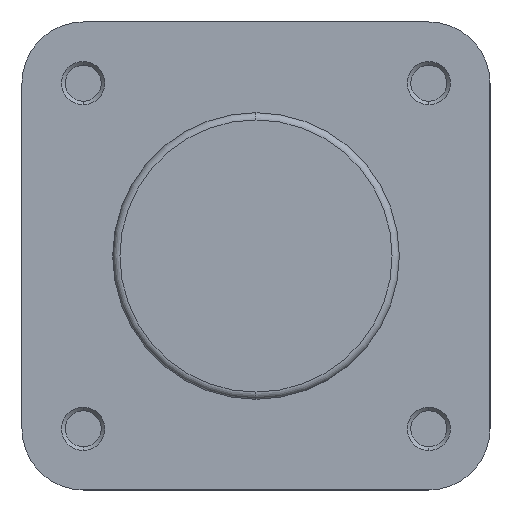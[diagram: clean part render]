
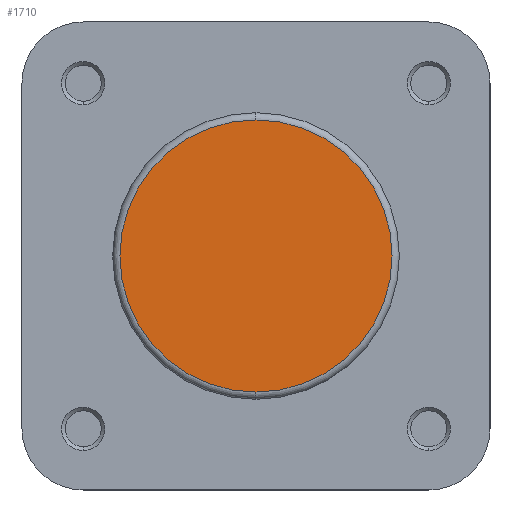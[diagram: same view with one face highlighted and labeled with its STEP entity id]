
A CAD part, left-side view. The second image highlights one B-rep face of the part: STEP entity #1710.
In plain terms, the highlighted planar face has unit normal (-1, 0, 0).
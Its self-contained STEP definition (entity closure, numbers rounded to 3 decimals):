
#188 = EDGE_CURVE ( 'NONE', #1955, #2006, #4366, .T. ) ;
#248 = EDGE_CURVE ( 'NONE', #2006, #1955, #4787, .T. ) ;
#427 = AXIS2_PLACEMENT_3D ( 'NONE', #2478, #2488, #2489 ) ;
#457 = AXIS2_PLACEMENT_3D ( 'NONE', #2633, #2640, #2641 ) ;
#559 = AXIS2_PLACEMENT_3D ( 'NONE', #3019, #3028, #3029 ) ;
#1300 = CARTESIAN_POINT ( 'NONE',  ( 21., 0., -18.9 ) ) ;
#1348 = CARTESIAN_POINT ( 'NONE',  ( 21., 0., 18.9 ) ) ;
#1710 = ADVANCED_FACE ( 'NONE', ( #2025 ), #3015, .F. ) ;
#1955 = VERTEX_POINT ( 'NONE', #1300 ) ;
#2006 = VERTEX_POINT ( 'NONE', #1348 ) ;
#2025 = FACE_OUTER_BOUND ( 'NONE', #4040, .T. ) ;
#2478 = CARTESIAN_POINT ( 'NONE',  ( 21., 0., 0. ) ) ;
#2488 = DIRECTION ( 'NONE',  ( -1., 0., 0. ) ) ;
#2489 = DIRECTION ( 'NONE',  ( 0., 0., -1. ) ) ;
#2633 = CARTESIAN_POINT ( 'NONE',  ( 21., 0., 0. ) ) ;
#2640 = DIRECTION ( 'NONE',  ( -1., 0., 0. ) ) ;
#2641 = DIRECTION ( 'NONE',  ( 0., 0., -1. ) ) ;
#3015 = PLANE ( 'NONE',  #559 ) ;
#3019 = CARTESIAN_POINT ( 'NONE',  ( 21., 19.9, 0. ) ) ;
#3028 = DIRECTION ( 'NONE',  ( 1., 0., 0. ) ) ;
#3029 = DIRECTION ( 'NONE',  ( 0., 0., -1. ) ) ;
#3469 = ORIENTED_EDGE ( 'NONE', *, *, #248, .T. ) ;
#3470 = ORIENTED_EDGE ( 'NONE', *, *, #188, .T. ) ;
#4040 = EDGE_LOOP ( 'NONE', ( #3470, #3469 ) ) ;
#4366 = CIRCLE ( 'NONE', #427, 18.9 ) ;
#4787 = CIRCLE ( 'NONE', #457, 18.9 ) ;
